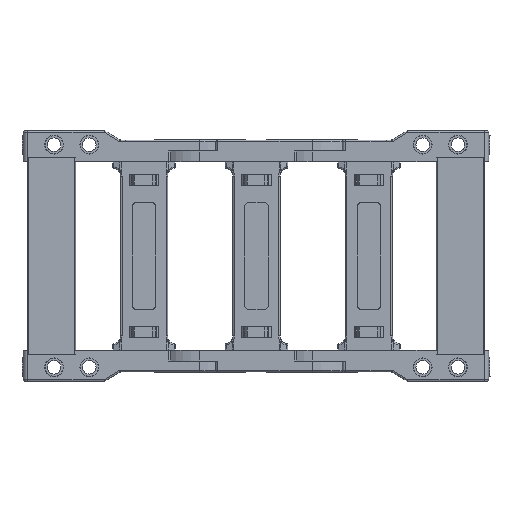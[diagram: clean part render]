
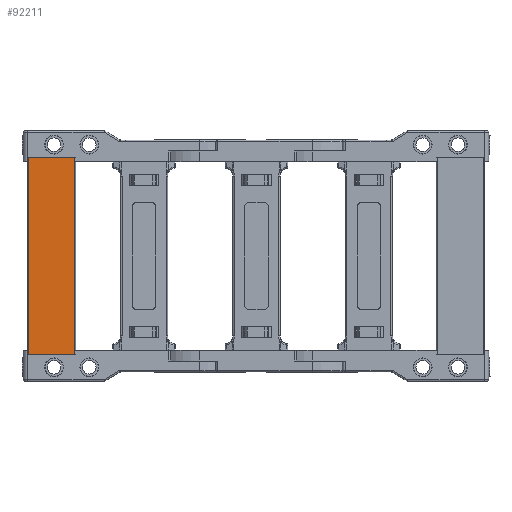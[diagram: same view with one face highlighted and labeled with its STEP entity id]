
A CAD part, front view. The second image highlights one B-rep face of the part: STEP entity #92211.
In plain terms, the highlighted planar face has unit normal (0, -1, 0).
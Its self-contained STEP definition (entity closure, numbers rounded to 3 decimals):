
#391 = VECTOR ( 'NONE', #67823, 1000. ) ;
#1872 = DIRECTION ( 'NONE',  ( -1., 0., 0. ) ) ;
#4578 = EDGE_CURVE ( 'NONE', #22813, #11861, #79140, .T. ) ;
#7356 = CARTESIAN_POINT ( 'NONE',  ( -187.972, -31., -90.98 ) ) ;
#10868 = VECTOR ( 'NONE', #1872, 1000. ) ;
#11861 = VERTEX_POINT ( 'NONE', #46774 ) ;
#19830 = EDGE_CURVE ( 'NONE', #27103, #22813, #88904, .T. ) ;
#22813 = VERTEX_POINT ( 'NONE', #86376 ) ;
#23229 = CARTESIAN_POINT ( 'NONE',  ( -187.972, -31., -90.98 ) ) ;
#24395 = ORIENTED_EDGE ( 'NONE', *, *, #77230, .F. ) ;
#26576 = CARTESIAN_POINT ( 'NONE',  ( -217.633, -31., -90.98 ) ) ;
#27103 = VERTEX_POINT ( 'NONE', #73826 ) ;
#32038 = DIRECTION ( 'NONE',  ( 0., 0., -1. ) ) ;
#41044 = CARTESIAN_POINT ( 'NONE',  ( -187.972, -31., -177.48 ) ) ;
#41091 = VERTEX_POINT ( 'NONE', #112696 ) ;
#43535 = ORIENTED_EDGE ( 'NONE', *, *, #19830, .T. ) ;
#46774 = CARTESIAN_POINT ( 'NONE',  ( -217.633, -31., -177.48 ) ) ;
#52591 = DIRECTION ( 'NONE',  ( 0., 0., -1. ) ) ;
#63834 = CARTESIAN_POINT ( 'NONE',  ( -187.972, -31., -50.98 ) ) ;
#65542 = ORIENTED_EDGE ( 'NONE', *, *, #4578, .T. ) ;
#67823 = DIRECTION ( 'NONE',  ( -1., 0., 0. ) ) ;
#73826 = CARTESIAN_POINT ( 'NONE',  ( -187.972, -31., -50.98 ) ) ;
#77230 = EDGE_CURVE ( 'NONE', #41091, #11861, #111222, .T. ) ;
#79140 = LINE ( 'NONE', #26576, #90109 ) ;
#85796 = PLANE ( 'NONE',  #105831 ) ;
#86376 = CARTESIAN_POINT ( 'NONE',  ( -217.633, -31., -50.98 ) ) ;
#88904 = LINE ( 'NONE', #63834, #10868 ) ;
#90109 = VECTOR ( 'NONE', #52591, 1000. ) ;
#92211 = ADVANCED_FACE ( 'NONE', ( #101267 ), #85796, .T. ) ;
#93683 = EDGE_CURVE ( 'NONE', #27103, #41091, #111900, .T. ) ;
#93837 = DIRECTION ( 'NONE',  ( 1., 0., 0. ) ) ;
#94134 = VECTOR ( 'NONE', #32038, 1000. ) ;
#101267 = FACE_OUTER_BOUND ( 'NONE', #110659, .T. ) ;
#104110 = ORIENTED_EDGE ( 'NONE', *, *, #93683, .F. ) ;
#105831 = AXIS2_PLACEMENT_3D ( 'NONE', #7356, #112538, #93837 ) ;
#110659 = EDGE_LOOP ( 'NONE', ( #104110, #43535, #65542, #24395 ) ) ;
#111222 = LINE ( 'NONE', #41044, #391 ) ;
#111900 = LINE ( 'NONE', #23229, #94134 ) ;
#112538 = DIRECTION ( 'NONE',  ( 0., -1., 0. ) ) ;
#112696 = CARTESIAN_POINT ( 'NONE',  ( -187.972, -31., -177.48 ) ) ;
